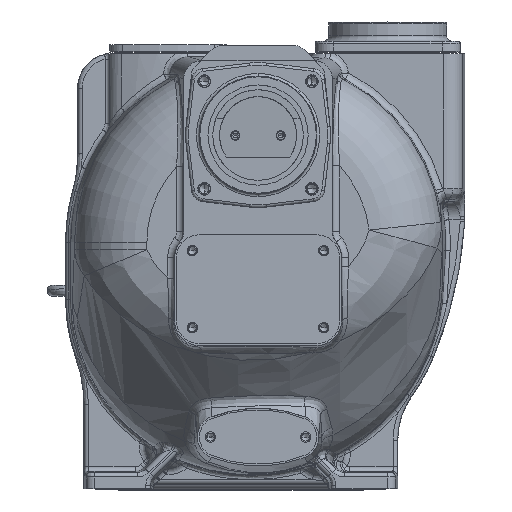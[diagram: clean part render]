
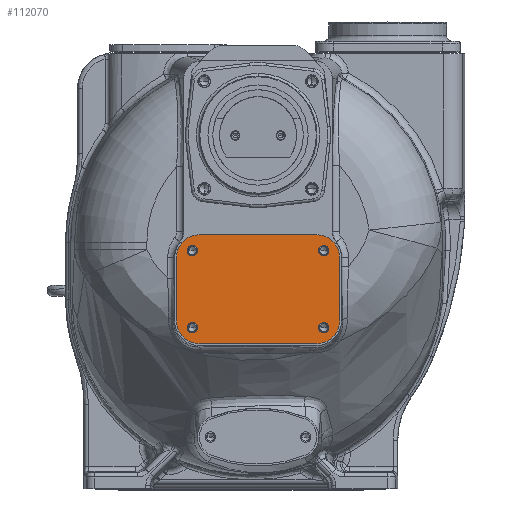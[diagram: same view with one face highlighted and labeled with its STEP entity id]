
A CAD part, top view. The second image highlights one B-rep face of the part: STEP entity #112070.
In plain terms, the highlighted planar face has unit normal (0, 0, 1).
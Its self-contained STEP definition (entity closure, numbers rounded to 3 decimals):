
#36088=CARTESIAN_POINT('',(-27.,255.,220.));
#36089=DIRECTION('',(0.,0.,1.));
#36090=DIRECTION('',(0.,1.,0.));
#36091=AXIS2_PLACEMENT_3D('',#36088,#36089,#36090);
#36093=DIRECTION('',(-1.,0.,0.));
#36094=VECTOR('',#36093,130.);
#36095=CARTESIAN_POINT('',(103.,280.,220.));
#36096=LINE('',#36095,#36094);
#36097=CARTESIAN_POINT('',(103.,255.,220.));
#36098=DIRECTION('',(0.,0.,1.));
#36099=DIRECTION('',(1.,0.,0.));
#36100=AXIS2_PLACEMENT_3D('',#36097,#36098,#36099);
#36102=DIRECTION('',(0.,1.,0.));
#36103=VECTOR('',#36102,70.);
#36104=CARTESIAN_POINT('',(128.,185.,220.));
#36105=LINE('',#36104,#36103);
#36106=CARTESIAN_POINT('',(103.,185.,220.));
#36107=DIRECTION('',(0.,0.,1.));
#36108=DIRECTION('',(0.,-1.,0.));
#36109=AXIS2_PLACEMENT_3D('',#36106,#36107,#36108);
#36111=DIRECTION('',(1.,0.,0.));
#36112=VECTOR('',#36111,130.);
#36113=CARTESIAN_POINT('',(-27.,160.,220.));
#36114=LINE('',#36113,#36112);
#36115=CARTESIAN_POINT('',(-27.,185.,220.));
#36116=DIRECTION('',(0.,0.,1.));
#36117=DIRECTION('',(-1.,0.,0.));
#36118=AXIS2_PLACEMENT_3D('',#36115,#36116,#36117);
#36120=DIRECTION('',(0.,-1.,0.));
#36121=VECTOR('',#36120,70.);
#36122=CARTESIAN_POINT('',(-52.,255.,220.));
#36123=LINE('',#36122,#36121);
#36124=CARTESIAN_POINT('',(110.5,262.5,220.));
#36125=DIRECTION('',(0.,0.,-1.));
#36126=DIRECTION('',(1.,0.,0.));
#36127=AXIS2_PLACEMENT_3D('',#36124,#36125,#36126);
#36129=CARTESIAN_POINT('',(110.5,262.5,220.));
#36130=DIRECTION('',(0.,0.,-1.));
#36131=DIRECTION('',(-1.,0.,0.));
#36132=AXIS2_PLACEMENT_3D('',#36129,#36130,#36131);
#36134=CARTESIAN_POINT('',(110.5,177.5,220.));
#36135=DIRECTION('',(0.,0.,-1.));
#36136=DIRECTION('',(1.,0.,0.));
#36137=AXIS2_PLACEMENT_3D('',#36134,#36135,#36136);
#36139=CARTESIAN_POINT('',(110.5,177.5,220.));
#36140=DIRECTION('',(0.,0.,-1.));
#36141=DIRECTION('',(-1.,0.,0.));
#36142=AXIS2_PLACEMENT_3D('',#36139,#36140,#36141);
#36144=CARTESIAN_POINT('',(-34.5,262.5,220.));
#36145=DIRECTION('',(0.,0.,-1.));
#36146=DIRECTION('',(1.,0.,0.));
#36147=AXIS2_PLACEMENT_3D('',#36144,#36145,#36146);
#36149=CARTESIAN_POINT('',(-34.5,262.5,220.));
#36150=DIRECTION('',(0.,0.,-1.));
#36151=DIRECTION('',(-1.,0.,0.));
#36152=AXIS2_PLACEMENT_3D('',#36149,#36150,#36151);
#36154=CARTESIAN_POINT('',(-34.5,177.5,220.));
#36155=DIRECTION('',(0.,0.,-1.));
#36156=DIRECTION('',(1.,0.,0.));
#36157=AXIS2_PLACEMENT_3D('',#36154,#36155,#36156);
#36159=CARTESIAN_POINT('',(-34.5,177.5,220.));
#36160=DIRECTION('',(0.,0.,-1.));
#36161=DIRECTION('',(-1.,0.,0.));
#36162=AXIS2_PLACEMENT_3D('',#36159,#36160,#36161);
#41211=CARTESIAN_POINT('',(116.25,262.5,220.));
#41212=CARTESIAN_POINT('',(104.75,262.5,220.));
#41213=VERTEX_POINT('',#41211);
#41214=VERTEX_POINT('',#41212);
#41215=CARTESIAN_POINT('',(116.25,177.5,220.));
#41216=CARTESIAN_POINT('',(104.75,177.5,220.));
#41217=VERTEX_POINT('',#41215);
#41218=VERTEX_POINT('',#41216);
#41219=CARTESIAN_POINT('',(-28.75,262.5,220.));
#41220=CARTESIAN_POINT('',(-40.25,262.5,220.));
#41221=VERTEX_POINT('',#41219);
#41222=VERTEX_POINT('',#41220);
#41223=CARTESIAN_POINT('',(-28.75,177.5,220.));
#41224=CARTESIAN_POINT('',(-40.25,177.5,220.));
#41225=VERTEX_POINT('',#41223);
#41226=VERTEX_POINT('',#41224);
#41227=CARTESIAN_POINT('',(-27.,280.,220.));
#41228=CARTESIAN_POINT('',(-52.,255.,220.));
#41229=VERTEX_POINT('',#41227);
#41230=VERTEX_POINT('',#41228);
#41231=CARTESIAN_POINT('',(-52.,185.,220.));
#41232=VERTEX_POINT('',#41231);
#41233=CARTESIAN_POINT('',(-27.,160.,220.));
#41234=VERTEX_POINT('',#41233);
#41235=CARTESIAN_POINT('',(103.,160.,220.));
#41236=VERTEX_POINT('',#41235);
#41237=CARTESIAN_POINT('',(128.,185.,220.));
#41238=VERTEX_POINT('',#41237);
#41239=CARTESIAN_POINT('',(128.,255.,220.));
#41240=VERTEX_POINT('',#41239);
#41241=CARTESIAN_POINT('',(103.,280.,220.));
#41242=VERTEX_POINT('',#41241);
#112031=CARTESIAN_POINT('',(38.,220.,220.));
#112032=DIRECTION('',(0.,0.,1.));
#112033=DIRECTION('',(1.,0.,0.));
#112034=AXIS2_PLACEMENT_3D('',#112031,#112032,#112033);
#112035=PLANE('',#112034);
#112036=ORIENTED_EDGE('',*,*,#111926,.F.);
#112037=ORIENTED_EDGE('',*,*,#111941,.F.);
#112038=ORIENTED_EDGE('',*,*,#111955,.F.);
#112039=ORIENTED_EDGE('',*,*,#111969,.F.);
#112040=ORIENTED_EDGE('',*,*,#111983,.F.);
#112041=ORIENTED_EDGE('',*,*,#111997,.F.);
#112042=ORIENTED_EDGE('',*,*,#112011,.F.);
#112043=ORIENTED_EDGE('',*,*,#112024,.F.);
#112044=EDGE_LOOP('',(#112036,#112037,#112038,#112039,#112040,#112041,#112042,
#112043));
#112045=FACE_OUTER_BOUND('',#112044,.F.);
#112047=ORIENTED_EDGE('',*,*,#112046,.F.);
#112049=ORIENTED_EDGE('',*,*,#112048,.F.);
#112050=EDGE_LOOP('',(#112047,#112049));
#112051=FACE_BOUND('',#112050,.F.);
#112053=ORIENTED_EDGE('',*,*,#112052,.F.);
#112055=ORIENTED_EDGE('',*,*,#112054,.F.);
#112056=EDGE_LOOP('',(#112053,#112055));
#112057=FACE_BOUND('',#112056,.F.);
#112059=ORIENTED_EDGE('',*,*,#112058,.F.);
#112061=ORIENTED_EDGE('',*,*,#112060,.F.);
#112062=EDGE_LOOP('',(#112059,#112061));
#112063=FACE_BOUND('',#112062,.F.);
#112065=ORIENTED_EDGE('',*,*,#112064,.F.);
#112067=ORIENTED_EDGE('',*,*,#112066,.F.);
#112068=EDGE_LOOP('',(#112065,#112067));
#112069=FACE_BOUND('',#112068,.F.);
#112070=ADVANCED_FACE('',(#112045,#112051,#112057,#112063,#112069),#112035,.T.);
#36092=CIRCLE('',#36091,25.);
#36101=CIRCLE('',#36100,25.);
#36110=CIRCLE('',#36109,25.);
#36119=CIRCLE('',#36118,25.);
#36128=CIRCLE('',#36127,5.75);
#36133=CIRCLE('',#36132,5.75);
#36138=CIRCLE('',#36137,5.75);
#36143=CIRCLE('',#36142,5.75);
#36148=CIRCLE('',#36147,5.75);
#36153=CIRCLE('',#36152,5.75);
#36158=CIRCLE('',#36157,5.75);
#36163=CIRCLE('',#36162,5.75);
#111926=EDGE_CURVE('',#41229,#41230,#36092,.T.);
#111941=EDGE_CURVE('',#41242,#41229,#36096,.T.);
#111955=EDGE_CURVE('',#41240,#41242,#36101,.T.);
#111969=EDGE_CURVE('',#41238,#41240,#36105,.T.);
#111983=EDGE_CURVE('',#41236,#41238,#36110,.T.);
#111997=EDGE_CURVE('',#41234,#41236,#36114,.T.);
#112011=EDGE_CURVE('',#41232,#41234,#36119,.T.);
#112024=EDGE_CURVE('',#41230,#41232,#36123,.T.);
#112046=EDGE_CURVE('',#41213,#41214,#36128,.T.);
#112048=EDGE_CURVE('',#41214,#41213,#36133,.T.);
#112052=EDGE_CURVE('',#41217,#41218,#36138,.T.);
#112054=EDGE_CURVE('',#41218,#41217,#36143,.T.);
#112058=EDGE_CURVE('',#41221,#41222,#36148,.T.);
#112060=EDGE_CURVE('',#41222,#41221,#36153,.T.);
#112064=EDGE_CURVE('',#41225,#41226,#36158,.T.);
#112066=EDGE_CURVE('',#41226,#41225,#36163,.T.);
